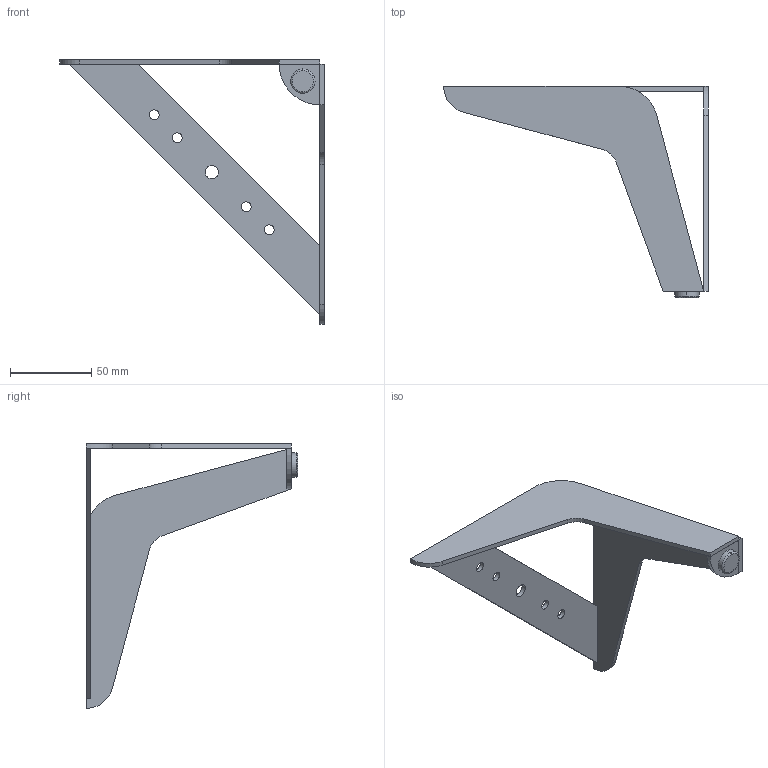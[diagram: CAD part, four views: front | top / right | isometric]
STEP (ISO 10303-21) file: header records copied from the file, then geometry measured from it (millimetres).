
FILE_DESCRIPTION (( 'STEP AP214' ), '1' );
FILE_NAME ('F002862_3D.step', '2022-10-10T15:16:51', ( '' ), ( '' ), 'SwSTEP 2.0', 'SolidWorks 2020', '' );
FILE_SCHEMA (( 'AUTOMOTIVE_DESIGN' ));
Length unit declared in the file: millimetre
Products named in the file (1): F002862_3D
Bounding box: 162.8 x 130 x 162.8 mm (x, y, z)
Volume: 52629.8 mm3; surface area: 41786.1 mm2
Topology: 4 solids, 4 shells, 47 faces, 112 edges, 74 vertices
Faces by surface type: plane 25, cylinder 20, torus 2
Entity records: 1972 total; most frequent: DIRECTION 252, CARTESIAN_POINT 234, ORIENTED_EDGE 224, EDGE_CURVE 112, AXIS2_PLACEMENT_3D 92, VERTEX_POINT 74, LINE 68, VECTOR 68
